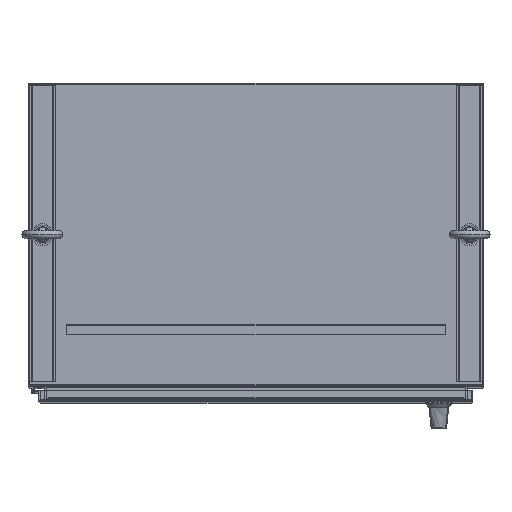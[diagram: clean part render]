
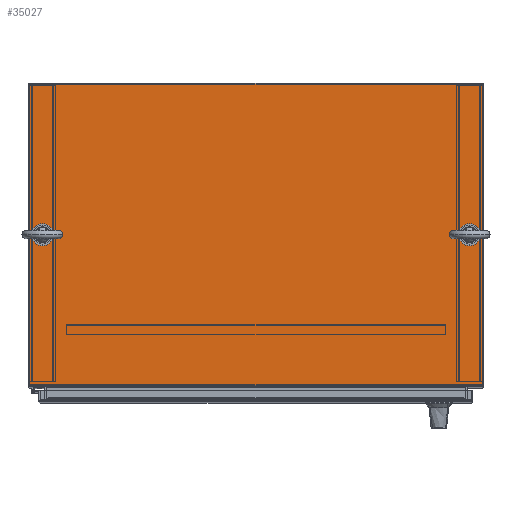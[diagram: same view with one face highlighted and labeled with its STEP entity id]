
A CAD part, top view. The second image highlights one B-rep face of the part: STEP entity #35027.
In plain terms, the highlighted planar face has unit normal (0, 0, 1).
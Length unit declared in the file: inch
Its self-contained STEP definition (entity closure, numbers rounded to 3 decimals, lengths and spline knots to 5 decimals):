
#3888 = CIRCLE ( 'NONE', #39684, 0.375 ) ;
#3920 = LINE ( 'NONE', #49268, #5233 ) ;
#4473 = CARTESIAN_POINT ( 'NONE',  ( -36.80539, -17.857, 90.06 ) ) ;
#4598 = VERTEX_POINT ( 'NONE', #91894 ) ;
#4815 = DIRECTION ( 'NONE',  ( 0., 0., -1. ) ) ;
#5233 = VECTOR ( 'NONE', #85415, 39.37008 ) ;
#5337 = CARTESIAN_POINT ( 'NONE',  ( -35.80539, -5.968, 90.06 ) ) ;
#5779 = DIRECTION ( 'NONE',  ( 1., 0., 0. ) ) ;
#6624 = EDGE_LOOP ( 'NONE', ( #41719, #29085 ) ) ;
#7260 = ORIENTED_EDGE ( 'NONE', *, *, #77721, .T. ) ;
#7886 = EDGE_LOOP ( 'NONE', ( #11810, #7260, #69903, #46282 ) ) ;
#8594 = AXIS2_PLACEMENT_3D ( 'NONE', #86382, #26829, #56606 ) ;
#9704 = CARTESIAN_POINT ( 'NONE',  ( -1.93539, -5.968, 90.06 ) ) ;
#11810 = ORIENTED_EDGE ( 'NONE', *, *, #57119, .T. ) ;
#12665 = DIRECTION ( 'NONE',  ( 1., 0., 0. ) ) ;
#16716 = EDGE_CURVE ( 'NONE', #29256, #77428, #3888, .T. ) ;
#18452 = LINE ( 'NONE', #46745, #67241 ) ;
#26508 = PLANE ( 'NONE',  #61052 ) ;
#26829 = DIRECTION ( 'NONE',  ( 0., 0., -1. ) ) ;
#29085 = ORIENTED_EDGE ( 'NONE', *, *, #55534, .T. ) ;
#29256 = VERTEX_POINT ( 'NONE', #32324 ) ;
#32324 = CARTESIAN_POINT ( 'NONE',  ( -1.56039, -5.968, 90.06 ) ) ;
#34133 = EDGE_CURVE ( 'NONE', #82698, #70180, #87602, .T. ) ;
#34588 = CARTESIAN_POINT ( 'NONE',  ( -35.80539, -5.968, 90.06 ) ) ;
#35027 = ADVANCED_FACE ( 'NONE', ( #47153, #76962, #93362 ), #26508, .T. ) ;
#36028 = VERTEX_POINT ( 'NONE', #45212 ) ;
#37215 = EDGE_CURVE ( 'NONE', #77413, #36028, #53598, .T. ) ;
#37565 = VECTOR ( 'NONE', #72513, 39.37008 ) ;
#37579 = DIRECTION ( 'NONE',  ( 1., 0., 0. ) ) ;
#39536 = CARTESIAN_POINT ( 'NONE',  ( -36.80539, -17.857, 90.06 ) ) ;
#39684 = AXIS2_PLACEMENT_3D ( 'NONE', #9704, #91674, #70226 ) ;
#39859 = CARTESIAN_POINT ( 'NONE',  ( -36.80539, -18., 90.06 ) ) ;
#39988 = EDGE_CURVE ( 'NONE', #77428, #29256, #91218, .T. ) ;
#41719 = ORIENTED_EDGE ( 'NONE', *, *, #37215, .T. ) ;
#42706 = CARTESIAN_POINT ( 'NONE',  ( -36.80539, -18., 90.06 ) ) ;
#45212 = CARTESIAN_POINT ( 'NONE',  ( -36.18039, -5.968, 90.06 ) ) ;
#45467 = AXIS2_PLACEMENT_3D ( 'NONE', #5337, #79498, #12665 ) ;
#46282 = ORIENTED_EDGE ( 'NONE', *, *, #96247, .T. ) ;
#46745 = CARTESIAN_POINT ( 'NONE',  ( -36.80539, 6., 90.06 ) ) ;
#47153 = FACE_OUTER_BOUND ( 'NONE', #7886, .T. ) ;
#48428 = CARTESIAN_POINT ( 'NONE',  ( -2.31039, -5.968, 90.06 ) ) ;
#49268 = CARTESIAN_POINT ( 'NONE',  ( -0.93539, -18., 90.06 ) ) ;
#51044 = EDGE_LOOP ( 'NONE', ( #95397, #57242 ) ) ;
#53598 = CIRCLE ( 'NONE', #56520, 0.375 ) ;
#55534 = EDGE_CURVE ( 'NONE', #36028, #77413, #73587, .T. ) ;
#56520 = AXIS2_PLACEMENT_3D ( 'NONE', #34588, #4815, #5779 ) ;
#56606 = DIRECTION ( 'NONE',  ( 1., 0., 0. ) ) ;
#57119 = EDGE_CURVE ( 'NONE', #64796, #4598, #3920, .T. ) ;
#57242 = ORIENTED_EDGE ( 'NONE', *, *, #39988, .T. ) ;
#61052 = AXIS2_PLACEMENT_3D ( 'NONE', #39859, #76460, #83771 ) ;
#64796 = VERTEX_POINT ( 'NONE', #86896 ) ;
#67241 = VECTOR ( 'NONE', #76559, 39.37008 ) ;
#69903 = ORIENTED_EDGE ( 'NONE', *, *, #34133, .T. ) ;
#70180 = VERTEX_POINT ( 'NONE', #4473 ) ;
#70226 = DIRECTION ( 'NONE',  ( 1., 0., 0. ) ) ;
#72513 = DIRECTION ( 'NONE',  ( 0., -1., 0. ) ) ;
#73587 = CIRCLE ( 'NONE', #45467, 0.375 ) ;
#76460 = DIRECTION ( 'NONE',  ( 0., 0., 1. ) ) ;
#76559 = DIRECTION ( 'NONE',  ( -1., 0., 0. ) ) ;
#76962 = FACE_BOUND ( 'NONE', #51044, .T. ) ;
#77413 = VERTEX_POINT ( 'NONE', #92382 ) ;
#77428 = VERTEX_POINT ( 'NONE', #48428 ) ;
#77721 = EDGE_CURVE ( 'NONE', #4598, #82698, #18452, .T. ) ;
#79498 = DIRECTION ( 'NONE',  ( 0., 0., -1. ) ) ;
#82698 = VERTEX_POINT ( 'NONE', #87146 ) ;
#83771 = DIRECTION ( 'NONE',  ( 1., 0., 0. ) ) ;
#85415 = DIRECTION ( 'NONE',  ( 0., 1., 0. ) ) ;
#86382 = CARTESIAN_POINT ( 'NONE',  ( -1.93539, -5.968, 90.06 ) ) ;
#86896 = CARTESIAN_POINT ( 'NONE',  ( -0.93539, -17.857, 90.06 ) ) ;
#87146 = CARTESIAN_POINT ( 'NONE',  ( -36.80539, 6., 90.06 ) ) ;
#87602 = LINE ( 'NONE', #42706, #37565 ) ;
#90274 = LINE ( 'NONE', #39536, #92538 ) ;
#91218 = CIRCLE ( 'NONE', #8594, 0.375 ) ;
#91674 = DIRECTION ( 'NONE',  ( 0., 0., -1. ) ) ;
#91894 = CARTESIAN_POINT ( 'NONE',  ( -0.93539, 6., 90.06 ) ) ;
#92382 = CARTESIAN_POINT ( 'NONE',  ( -35.43039, -5.968, 90.06 ) ) ;
#92538 = VECTOR ( 'NONE', #37579, 39.37008 ) ;
#93362 = FACE_BOUND ( 'NONE', #6624, .T. ) ;
#95397 = ORIENTED_EDGE ( 'NONE', *, *, #16716, .T. ) ;
#96247 = EDGE_CURVE ( 'NONE', #70180, #64796, #90274, .T. ) ;
